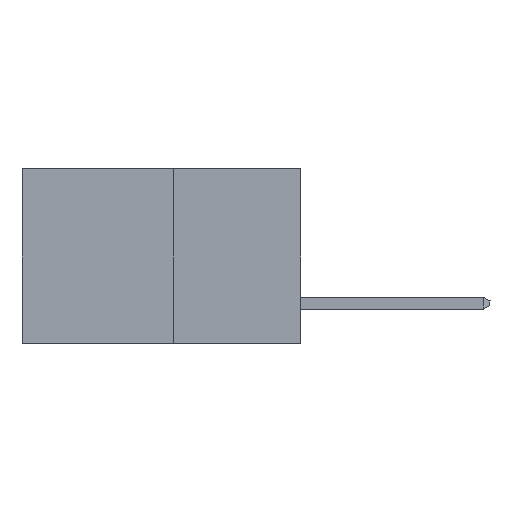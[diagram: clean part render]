
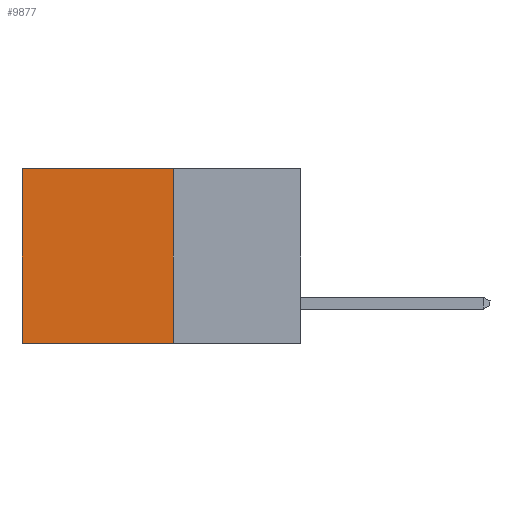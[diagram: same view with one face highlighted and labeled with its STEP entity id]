
A CAD part, left-side view. The second image highlights one B-rep face of the part: STEP entity #9877.
In plain terms, the highlighted planar face has unit normal (-1, 0, 0).
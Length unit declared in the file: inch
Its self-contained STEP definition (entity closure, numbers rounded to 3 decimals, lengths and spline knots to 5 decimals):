
#533 = VECTOR ( 'NONE', #3824, 39.37008 ) ;
#1068 = ORIENTED_EDGE ( 'NONE', *, *, #8055, .T. ) ;
#1166 = VERTEX_POINT ( 'NONE', #11832 ) ;
#1697 = VERTEX_POINT ( 'NONE', #4333 ) ;
#2400 = CARTESIAN_POINT ( 'NONE',  ( 0.277, 0.27, -0.37 ) ) ;
#2520 = EDGE_LOOP ( 'NONE', ( #5547, #3007, #10437, #1068 ) ) ;
#3007 = ORIENTED_EDGE ( 'NONE', *, *, #4714, .F. ) ;
#3748 = VECTOR ( 'NONE', #14946, 39.37008 ) ;
#3824 = DIRECTION ( 'NONE',  ( 0., 0., -1. ) ) ;
#4099 = LINE ( 'NONE', #14888, #11099 ) ;
#4333 = CARTESIAN_POINT ( 'NONE',  ( 0.277, 0.59, 0. ) ) ;
#4470 = AXIS2_PLACEMENT_3D ( 'NONE', #17682, #17040, #17020 ) ;
#4714 = EDGE_CURVE ( 'NONE', #11327, #1166, #4099, .T. ) ;
#5547 = ORIENTED_EDGE ( 'NONE', *, *, #7855, .T. ) ;
#5551 = DIRECTION ( 'NONE',  ( 0., 0., -1. ) ) ;
#5573 = CARTESIAN_POINT ( 'NONE',  ( 0.277, 0.59, -0.37 ) ) ;
#6888 = VECTOR ( 'NONE', #5551, 39.37008 ) ;
#7533 = LINE ( 'NONE', #15791, #3748 ) ;
#7794 = VERTEX_POINT ( 'NONE', #10106 ) ;
#7855 = EDGE_CURVE ( 'NONE', #1697, #1166, #10554, .T. ) ;
#8055 = EDGE_CURVE ( 'NONE', #7794, #1697, #7533, .T. ) ;
#9877 = ADVANCED_FACE ( 'NONE', ( #15408 ), #17059, .F. ) ;
#10106 = CARTESIAN_POINT ( 'NONE',  ( 0.277, 0.27, 0. ) ) ;
#10437 = ORIENTED_EDGE ( 'NONE', *, *, #13494, .F. ) ;
#10554 = LINE ( 'NONE', #5573, #6888 ) ;
#11099 = VECTOR ( 'NONE', #14398, 39.37008 ) ;
#11327 = VERTEX_POINT ( 'NONE', #14460 ) ;
#11761 = LINE ( 'NONE', #2400, #533 ) ;
#11832 = CARTESIAN_POINT ( 'NONE',  ( 0.277, 0.59, -0.37 ) ) ;
#13494 = EDGE_CURVE ( 'NONE', #7794, #11327, #11761, .T. ) ;
#14398 = DIRECTION ( 'NONE',  ( 0., 1., 0. ) ) ;
#14460 = CARTESIAN_POINT ( 'NONE',  ( 0.277, 0.27, -0.37 ) ) ;
#14888 = CARTESIAN_POINT ( 'NONE',  ( 0.277, 0.27, -0.37 ) ) ;
#14946 = DIRECTION ( 'NONE',  ( 0., 1., 0. ) ) ;
#15408 = FACE_OUTER_BOUND ( 'NONE', #2520, .T. ) ;
#15791 = CARTESIAN_POINT ( 'NONE',  ( 0.277, 0.27, 0. ) ) ;
#17020 = DIRECTION ( 'NONE',  ( 0., 0., -1. ) ) ;
#17040 = DIRECTION ( 'NONE',  ( 1., 0., 0. ) ) ;
#17059 = PLANE ( 'NONE',  #4470 ) ;
#17682 = CARTESIAN_POINT ( 'NONE',  ( 0.277, 0.27, -0.37 ) ) ;
